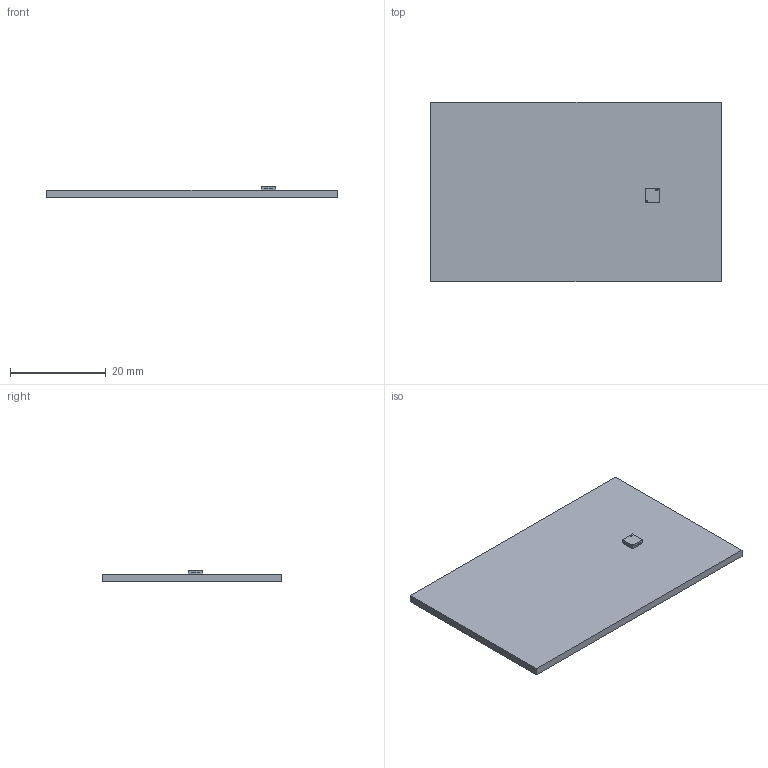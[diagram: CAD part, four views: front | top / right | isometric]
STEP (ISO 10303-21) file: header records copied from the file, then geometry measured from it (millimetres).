
FILE_DESCRIPTION(('Designed by EasyEDA Pro'),'2;1');
FILE_NAME('Open CASCADE Shape Model','2024-03-27T20:04:40',('Author'),( 'Open CASCADE'),'Open CASCADE STEP processor 7.6','Open CASCADE 7.6' ,'Unknown');
FILE_SCHEMA(('AUTOMOTIVE_DESIGN { 1 0 10303 214 1 1 1 1 }'));
Length unit declared in the file: millimetre
Products named in the file (5): PCBModel; COMPOUND; U1; TQFN-16_L3.0-W3.0-P0.50-BL-EP1.7
Assembly tree (4 placements, depth 4):
  PCBModel
    COMPOUND
    U1
      TQFN-16_L3.0-W3.0-P0.50-BL-EP1.7
        COMPOUND
Bounding box: 60.68 x 37.44 x 2.41 mm (x, y, z)
Volume: 3642.4 mm3; surface area: 4885.8 mm2
Topology: 15 solids, 15 shells, 411 faces, 1116 edges, 744 vertices
Faces by surface type: plane 277, bspline 112, cylinder 22
Entity records: 18050 total; most frequent: CARTESIAN_POINT 4380, ORIENTED_EDGE 2232, DIRECTION 1540, EDGE_CURVE 1116, LINE 844, VECTOR 844, VERTEX_POINT 744, SURFACE_STYLE_USAGE 438
